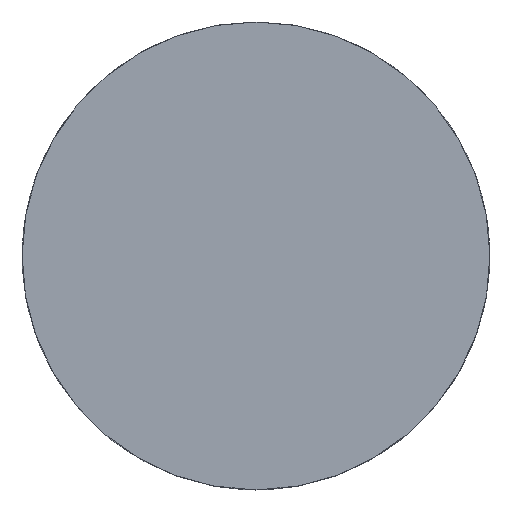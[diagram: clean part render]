
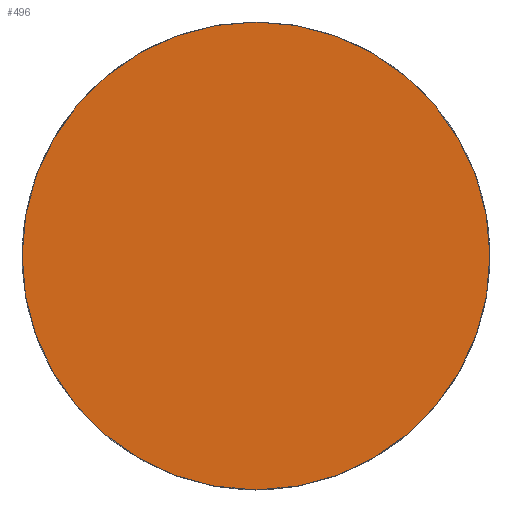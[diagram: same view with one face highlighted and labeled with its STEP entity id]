
A CAD part, top view. The second image highlights one B-rep face of the part: STEP entity #496.
In plain terms, the highlighted planar face has unit normal (0, 0, 1).
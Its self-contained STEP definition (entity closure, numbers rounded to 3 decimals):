
#10 = AXIS2_PLACEMENT_3D ( 'NONE', #1958, #1937, #1766 ) ;
#67 = CARTESIAN_POINT ( 'NONE',  ( 0., 1473., -225.591 ) ) ;
#128 = ORIENTED_EDGE ( 'NONE', *, *, #2565, .F. ) ;
#215 = ORIENTED_EDGE ( 'NONE', *, *, #2354, .T. ) ;
#433 = CIRCLE ( 'NONE', #2275, 45. ) ;
#488 = DIRECTION ( 'NONE',  ( 0., -1., 0. ) ) ;
#496 = ADVANCED_FACE ( 'NONE', ( #2485 ), #696, .F. ) ;
#634 = ORIENTED_EDGE ( 'NONE', *, *, #1279, .F. ) ;
#696 = PLANE ( 'NONE',  #1385 ) ;
#791 = CARTESIAN_POINT ( 'NONE',  ( -0.532, 1383.003, -225.591 ) ) ;
#826 = B_SPLINE_CURVE_WITH_KNOTS ( 'NONE', 3,
 ( #928, #1988, #1321, #1589 ),
 .UNSPECIFIED., .F., .F.,
 ( 4, 4 ),
 ( 0.001, 0.001 ),
 .UNSPECIFIED. ) ;
#901 = DIRECTION ( 'NONE',  ( 0., 0., -1. ) ) ;
#928 = CARTESIAN_POINT ( 'NONE',  ( 0., 1383.05, -225.591 ) ) ;
#952 = EDGE_CURVE ( 'NONE', #2341, #1410, #2506, .T. ) ;
#979 = CARTESIAN_POINT ( 'NONE',  ( -0.355, 1383.034, -225.591 ) ) ;
#988 = CARTESIAN_POINT ( 'NONE',  ( -0.532, 1383.003, -225.591 ) ) ;
#1096 = DIRECTION ( 'NONE',  ( 0., 0., -1. ) ) ;
#1155 = CARTESIAN_POINT ( 'NONE',  ( 0., 1383.05, -225.591 ) ) ;
#1279 = EDGE_CURVE ( 'NONE', #2341, #1673, #433, .T. ) ;
#1321 = CARTESIAN_POINT ( 'NONE',  ( 0.356, 1383.034, -225.591 ) ) ;
#1385 = AXIS2_PLACEMENT_3D ( 'NONE', #1492, #901, #2295 ) ;
#1410 = VERTEX_POINT ( 'NONE', #2143 ) ;
#1445 = CARTESIAN_POINT ( 'NONE',  ( 0.532, 1383.003, -225.591 ) ) ;
#1492 = CARTESIAN_POINT ( 'NONE',  ( -45., 1428., -225.591 ) ) ;
#1519 = CARTESIAN_POINT ( 'NONE',  ( 0., 1428., -225.591 ) ) ;
#1548 = ORIENTED_EDGE ( 'NONE', *, *, #952, .T. ) ;
#1589 = CARTESIAN_POINT ( 'NONE',  ( 0.532, 1383.003, -225.591 ) ) ;
#1673 = VERTEX_POINT ( 'NONE', #67 ) ;
#1766 = DIRECTION ( 'NONE',  ( 0., -1., 0. ) ) ;
#1813 = EDGE_LOOP ( 'NONE', ( #1548, #215, #128, #634 ) ) ;
#1937 = DIRECTION ( 'NONE',  ( 0., 0., -1. ) ) ;
#1953 = CARTESIAN_POINT ( 'NONE',  ( -0.178, 1383.05, -225.591 ) ) ;
#1958 = CARTESIAN_POINT ( 'NONE',  ( 0., 1428., -225.591 ) ) ;
#1988 = CARTESIAN_POINT ( 'NONE',  ( 0.177, 1383.05, -225.591 ) ) ;
#2138 = CIRCLE ( 'NONE', #10, 45. ) ;
#2143 = CARTESIAN_POINT ( 'NONE',  ( 0., 1383.05, -225.591 ) ) ;
#2151 = VERTEX_POINT ( 'NONE', #1445 ) ;
#2275 = AXIS2_PLACEMENT_3D ( 'NONE', #1519, #1096, #488 ) ;
#2295 = DIRECTION ( 'NONE',  ( 0., 1., 0. ) ) ;
#2341 = VERTEX_POINT ( 'NONE', #988 ) ;
#2354 = EDGE_CURVE ( 'NONE', #1410, #2151, #826, .T. ) ;
#2485 = FACE_OUTER_BOUND ( 'NONE', #1813, .T. ) ;
#2506 = B_SPLINE_CURVE_WITH_KNOTS ( 'NONE', 3,
 ( #791, #979, #1953, #1155 ),
 .UNSPECIFIED., .F., .F.,
 ( 4, 4 ),
 ( 0., 0.001 ),
 .UNSPECIFIED. ) ;
#2565 = EDGE_CURVE ( 'NONE', #1673, #2151, #2138, .T. ) ;
